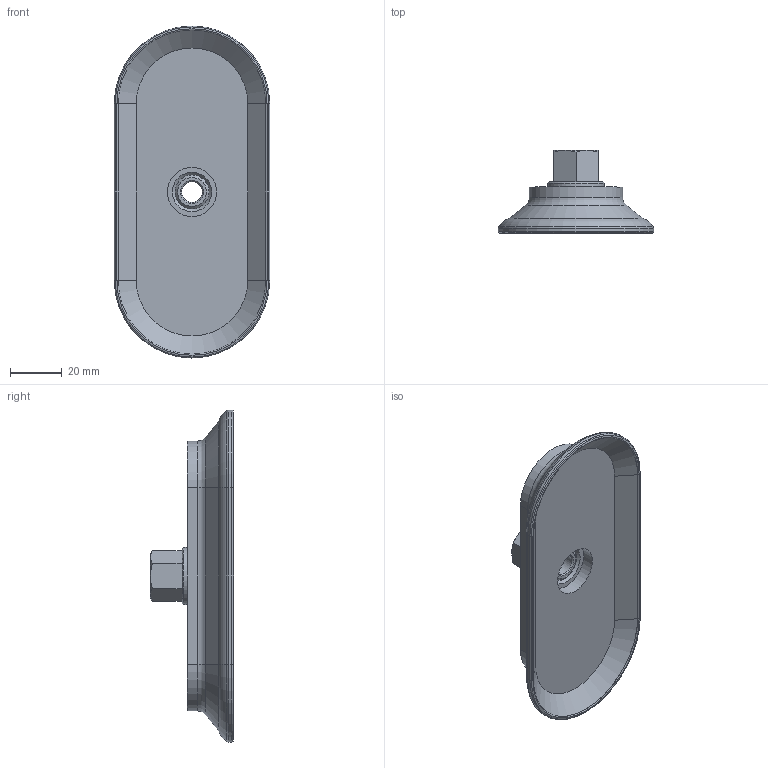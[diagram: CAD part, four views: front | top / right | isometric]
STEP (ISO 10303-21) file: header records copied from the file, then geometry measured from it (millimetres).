
FILE_DESCRIPTION(/* description */ ('STEP AP214'),/* implementation_level */ '2;1');
FILE_NAME(/* name */ '8073857_OGVM-60X125-SV-N-G14F',/* time_stamp */ '2024-09-13T10:32:15+02:00',/* author */ ('License CC BY-ND 4.0'),/* organization */ ('CADENAS'),/* preprocessor_version */ 'ST-DEVELOPER v19.3',/* originating_system */ 'PARTsolutions',/* authorisation */ ' ');
FILE_SCHEMA (('AP242_MANAGED_MODEL_BASED_3D_ENGINEERING_MIM_LF { 1 0 10303 442 3 1 4 }','AUTOMOTIVE_DESIGN {1 0 10303 214 3 1 1}'));
Length unit declared in the file: millimetre
Products named in the file (1): 8073857 OGVM-60x125-SV-N-G14F---(high)
Bounding box: 60 x 32.01 x 128 mm (x, y, z)
Volume: 53800.3 mm3; surface area: 19425 mm2
Topology: 1 solids, 1 shells, 89 faces, 172 edges, 98 vertices
Faces by surface type: plane 33, cylinder 29, cone 17, torus 10
Full cylindrical faces by diameter (mm): 4 x4, 6 x4, 8 x1, 11.445 x1, 13.16 x1, 19 x1, 22 x1
Entity records: 2174 total; most frequent: DIRECTION 402, CARTESIAN_POINT 376, ORIENTED_EDGE 306, AXIS2_PLACEMENT_3D 171, EDGE_CURVE 153, EDGE_LOOP 122, FACE_BOUND 122, VERTEX_POINT 97
